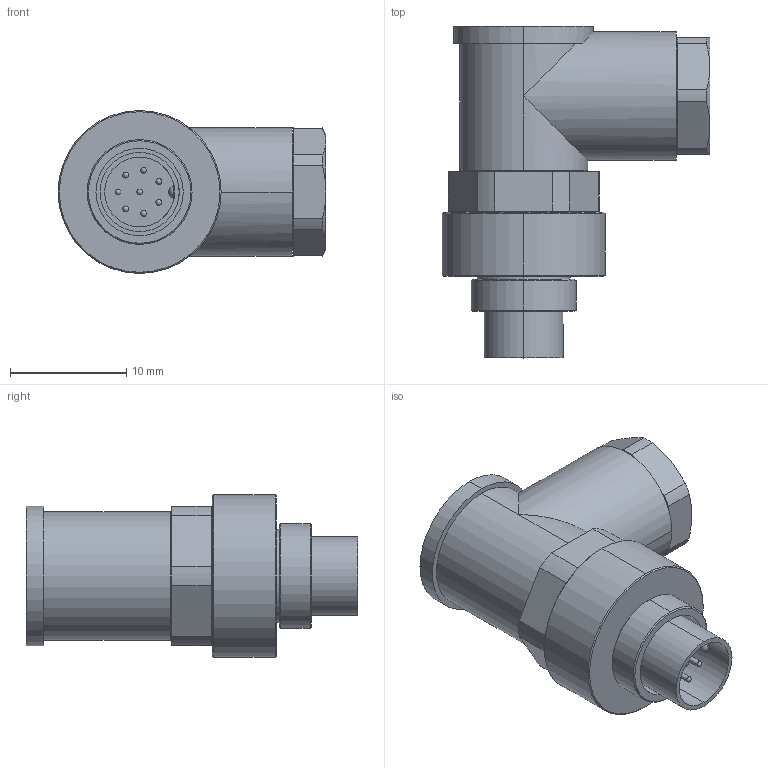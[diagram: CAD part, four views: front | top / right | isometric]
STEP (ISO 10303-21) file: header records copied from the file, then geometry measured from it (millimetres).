
FILE_DESCRIPTION((''),'2;1');
FILE_NAME('99-0425-70-08.stp','2005-04-19T14:10:43',('generator'),(''),'Autodesk Inventor 7','Autodesk Inventor 7','');
FILE_SCHEMA(('AUTOMOTIVE_DESIGN { 1 0 10303 214 1 1 1 1 }'));
Length unit declared in the file: millimetre
Products named in the file (1): 99-0425-70-08
Bounding box: 23 x 28.5 x 14 mm (x, y, z)
Volume: 3493.6 mm3; surface area: 2529.2 mm2
Topology: 1 solids, 1 shells, 127 faces, 326 edges, 204 vertices
Faces by surface type: cylinder 68, plane 31, cone 14, sphere 9, bspline 3, torus 2
Entity records: 3896 total; most frequent: CARTESIAN_POINT 897, DIRECTION 681, ORIENTED_EDGE 584, EDGE_CURVE 292, AXIS2_PLACEMENT_3D 283, VERTEX_POINT 188, CIRCLE 154, EDGE_LOOP 148
